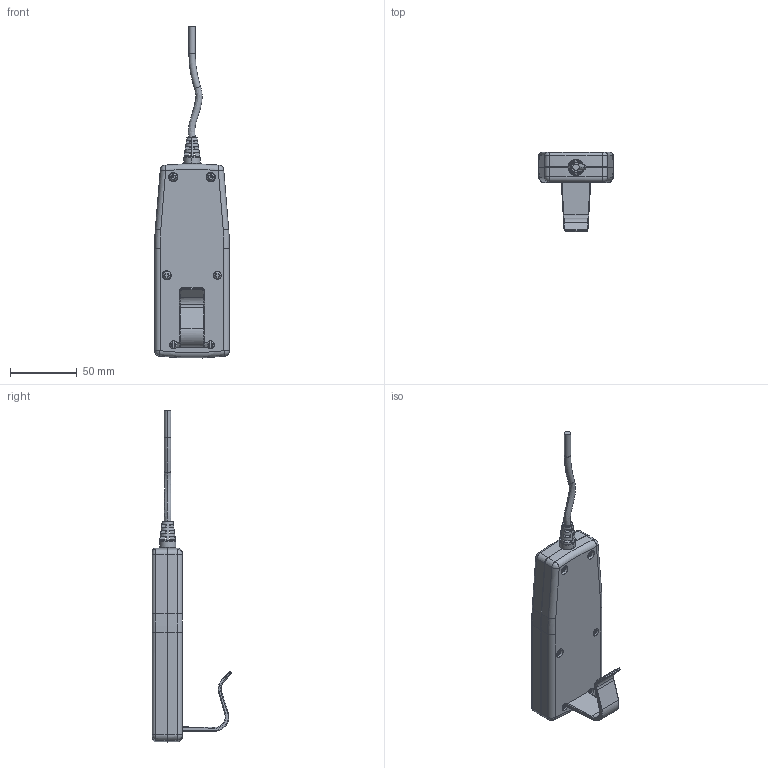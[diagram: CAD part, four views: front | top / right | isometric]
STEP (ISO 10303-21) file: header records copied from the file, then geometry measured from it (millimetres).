
FILE_DESCRIPTION (( 'STEP AP203' ), '1' );
FILE_NAME ('hd-0929.STEP', '2021-09-29T03:54:55', ( '' ), ( '' ), 'SwSTEP 2.0', 'SolidWorks 2020', '' );
FILE_SCHEMA (( 'CONFIG_CONTROL_DESIGN' ));
Length unit declared in the file: millimetre
Products named in the file (1): hd-0929
Bounding box: 56 x 59.34 x 248.43 mm (x, y, z)
Surface area: 30310.3 mm2 (no closed solid volume)
Topology: 0 solids, 11 shells, 329 faces, 925 edges, 619 vertices
Faces by surface type: plane 179, cylinder 68, torus 38, sphere 20, bspline 14, cone 10
Entity records: 14955 total; most frequent: CARTESIAN_POINT 6788, ORIENTED_EDGE 1704, DIRECTION 1580, EDGE_CURVE 923, VERTEX_POINT 619, AXIS2_PLACEMENT_3D 577, LINE 426, VECTOR 426
